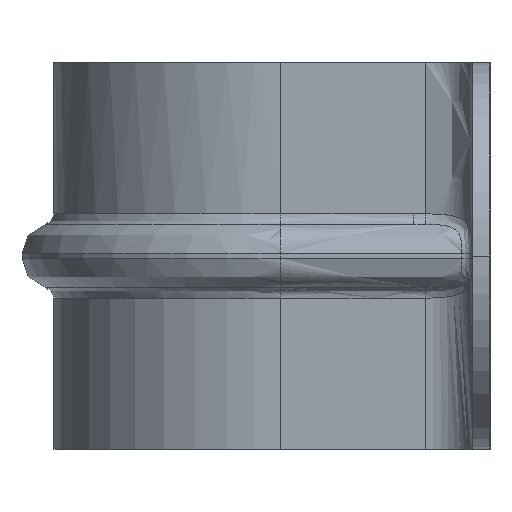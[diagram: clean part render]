
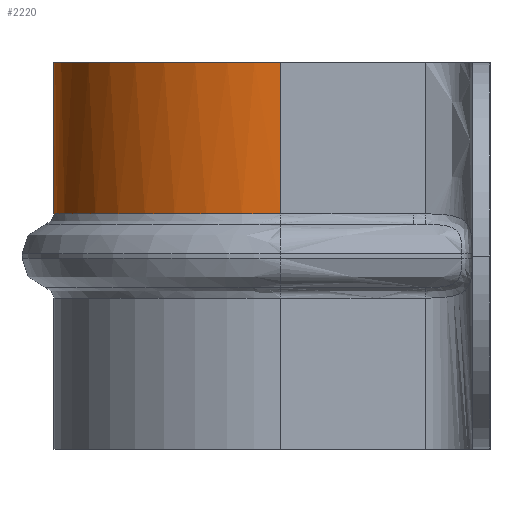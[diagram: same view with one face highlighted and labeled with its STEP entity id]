
A CAD part, left-side view. The second image highlights one B-rep face of the part: STEP entity #2220.
In plain terms, the highlighted free-form (B-spline) face has degree [2, 1] with [5, 2] control points.
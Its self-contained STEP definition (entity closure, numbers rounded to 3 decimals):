
#211=CARTESIAN_POINT('',(10.55,0.,18.));
#212=VERTEX_POINT('',#211);
#218=CARTESIAN_POINT('',(-10.55,0.,18.));
#219=VERTEX_POINT('',#218);
#220=CARTESIAN_POINT('',(10.55,0.,18.));
#221=CARTESIAN_POINT('',(10.55,10.55,18.));
#222=CARTESIAN_POINT('',(0.,10.55,18.));
#223=CARTESIAN_POINT('',(-10.55,10.55,18.));
#224=CARTESIAN_POINT('',(-10.55,0.,18.));
#225=(BOUNDED_CURVE()B_SPLINE_CURVE(2,(#220,#221,#222,#223,#224),.CIRCULAR_ARC.,.F.,.U.)B_SPLINE_CURVE_WITH_KNOTS((3,2,3),(0.,0.5,1.),.UNSPECIFIED.)CURVE()GEOMETRIC_REPRESENTATION_ITEM()RATIONAL_B_SPLINE_CURVE((1.,0.707,1.,0.707,1.))REPRESENTATION_ITEM(''));
#226=EDGE_CURVE('',#212,#219,#225,.T.);
#2127=CARTESIAN_POINT('',(10.55,0.,10.957));
#2128=VERTEX_POINT('',#2127);
#2151=CARTESIAN_POINT('',(10.55,0.,10.957));
#2152=CARTESIAN_POINT('',(10.55,0.,18.));
#2153=B_SPLINE_CURVE_WITH_KNOTS('',1,(#2151,#2152),.POLYLINE_FORM.,.F.,.U.,(2,2),(0.609,1.),.UNSPECIFIED.);
#2154=EDGE_CURVE('',#2128,#212,#2153,.T.);
#2190=CARTESIAN_POINT('',(10.55,0.,0.));
#2191=CARTESIAN_POINT('',(10.55,0.,18.));
#2192=CARTESIAN_POINT('',(10.55,10.55,0.));
#2193=CARTESIAN_POINT('',(10.55,10.55,18.));
#2194=CARTESIAN_POINT('',(0.,10.55,0.));
#2195=CARTESIAN_POINT('',(0.,10.55,18.));
#2196=CARTESIAN_POINT('',(-10.55,10.55,0.));
#2197=CARTESIAN_POINT('',(-10.55,10.55,18.));
#2198=CARTESIAN_POINT('',(-10.55,0.,0.));
#2199=CARTESIAN_POINT('',(-10.55,0.,18.));
#2200=(BOUNDED_SURFACE()B_SPLINE_SURFACE(2,1,((#2190,#2191),(#2192,#2193),(#2194,#2195),(#2196,#2197),(#2198,#2199)),.CYLINDRICAL_SURF.,.F.,.F.,.U.)B_SPLINE_SURFACE_WITH_KNOTS((3,2,3),(2,2),(0.,0.5,1.),(0.,1.),.UNSPECIFIED.)GEOMETRIC_REPRESENTATION_ITEM()RATIONAL_B_SPLINE_SURFACE(((1.,1.),(0.707,0.707),(1.,1.),(0.707,0.707),(1.,1.)))REPRESENTATION_ITEM('')SURFACE());
#2201=ORIENTED_EDGE('',*,*,#226,.F.);
#2202=ORIENTED_EDGE('',*,*,#2154,.F.);
#2203=CARTESIAN_POINT('',(-10.55,0.,10.957));
#2204=VERTEX_POINT('',#2203);
#2205=CARTESIAN_POINT('',(-10.55,0.,10.957));
#2206=CARTESIAN_POINT('',(-10.55,10.55,10.957));
#2207=CARTESIAN_POINT('',(0.,10.55,10.957));
#2208=CARTESIAN_POINT('',(10.55,10.55,10.957));
#2209=CARTESIAN_POINT('',(10.55,0.,10.957));
#2210=(BOUNDED_CURVE()B_SPLINE_CURVE(2,(#2205,#2206,#2207,#2208,#2209),.CIRCULAR_ARC.,.F.,.U.)B_SPLINE_CURVE_WITH_KNOTS((3,2,3),(0.,0.5,1.),.UNSPECIFIED.)CURVE()GEOMETRIC_REPRESENTATION_ITEM()RATIONAL_B_SPLINE_CURVE((1.,0.707,1.,0.707,1.))REPRESENTATION_ITEM(''));
#2211=EDGE_CURVE('',#2204,#2128,#2210,.T.);
#2212=ORIENTED_EDGE('',*,*,#2211,.F.);
#2213=CARTESIAN_POINT('',(-10.55,0.,10.957));
#2214=CARTESIAN_POINT('',(-10.55,0.,18.));
#2215=B_SPLINE_CURVE_WITH_KNOTS('',1,(#2213,#2214),.POLYLINE_FORM.,.F.,.U.,(2,2),(0.609,1.),.UNSPECIFIED.);
#2216=EDGE_CURVE('',#2204,#219,#2215,.T.);
#2217=ORIENTED_EDGE('',*,*,#2216,.T.);
#2218=EDGE_LOOP('',(#2201,#2202,#2212,#2217));
#2219=FACE_OUTER_BOUND('',#2218,.T.);
#2220=ADVANCED_FACE('',(#2219),#2200,.T.);
